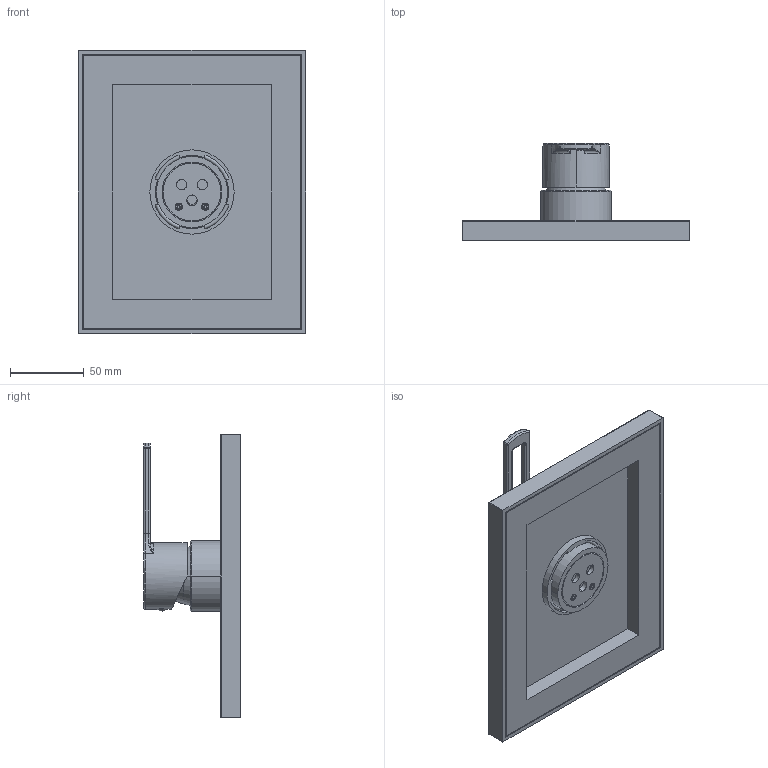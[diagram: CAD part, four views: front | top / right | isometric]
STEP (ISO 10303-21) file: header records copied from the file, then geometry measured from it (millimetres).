
FILE_DESCRIPTION((''),'2;1');
FILE_NAME('RINBOX010CR','2021-11-05T08:47:12',('ut3'),('PAFFONI SpA'),'CREO PARAMETRIC BY PTC INC, 2020044','CREO PARAMETRIC BY PTC INC, 2020044','');
FILE_SCHEMA(('CONFIG_CONTROL_DESIGN','SHAPE_APPEARANCE_LAYERS_GROUPS'));
Length unit declared in the file: millimetre
Products named in the file (1): RINBOX010CR
Bounding box: 154 x 65.6 x 192 mm (x, y, z)
Volume: 296231.2 mm3; surface area: 118835 mm2
Topology: 2 solids, 2 shells, 1123 faces, 2980 edges, 1864 vertices
Faces by surface type: plane 634, cylinder 277, torus 102, cone 54, sphere 32, bspline 24
Entity records: 46914 total; most frequent: CARTESIAN_POINT 11356, ORIENTED_EDGE 5940, DIRECTION 5634, EDGE_CURVE 2970, AXIS2_PLACEMENT_3D 1988, VERTEX_POINT 1864, VECTOR 1658, LINE 1658
